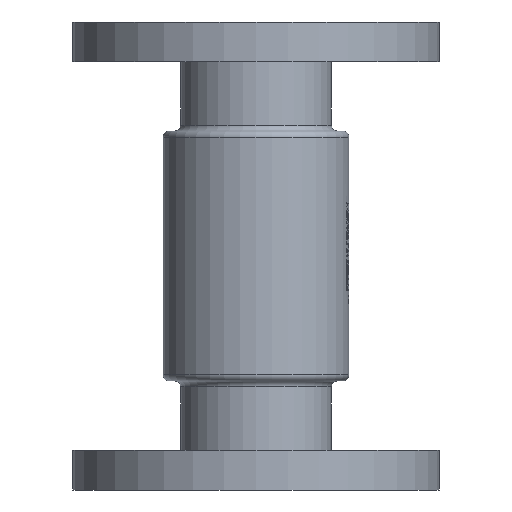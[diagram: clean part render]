
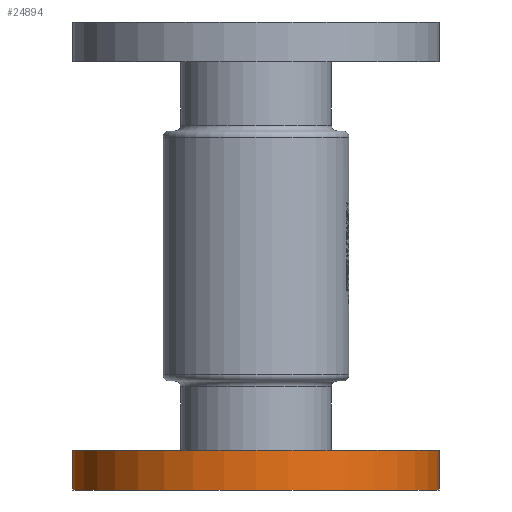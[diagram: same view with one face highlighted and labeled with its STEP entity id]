
A CAD part, front view. The second image highlights one B-rep face of the part: STEP entity #24894.
In plain terms, the highlighted cylindrical face has radius 92.5 mm (diameter 185 mm), a partial arc.
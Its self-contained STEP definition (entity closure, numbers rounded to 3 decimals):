
#330 = VERTEX_POINT ( 'NONE', #14818 ) ;
#457 = EDGE_CURVE ( 'NONE', #330, #2018, #5375, .T. ) ;
#1216 = CIRCLE ( 'NONE', #6554, 92.5 ) ;
#1846 = ORIENTED_EDGE ( 'NONE', *, *, #26949, .T. ) ;
#2018 = VERTEX_POINT ( 'NONE', #7034 ) ;
#3941 = ORIENTED_EDGE ( 'NONE', *, *, #457, .F. ) ;
#5375 = LINE ( 'NONE', #14307, #16943 ) ;
#6554 = AXIS2_PLACEMENT_3D ( 'NONE', #18849, #10072, #12038 ) ;
#6683 = CARTESIAN_POINT ( 'NONE',  ( 0., 0., -236. ) ) ;
#6685 = CYLINDRICAL_SURFACE ( 'NONE', #20381, 92.5 ) ;
#7034 = CARTESIAN_POINT ( 'NONE',  ( 92.5, 0., -236. ) ) ;
#8142 = VERTEX_POINT ( 'NONE', #24887 ) ;
#9495 = ORIENTED_EDGE ( 'NONE', *, *, #16771, .F. ) ;
#10052 = DIRECTION ( 'NONE',  ( 0., 0., -1. ) ) ;
#10072 = DIRECTION ( 'NONE',  ( 0., 0., 1. ) ) ;
#12038 = DIRECTION ( 'NONE',  ( 1., 0., 0. ) ) ;
#12659 = CARTESIAN_POINT ( 'NONE',  ( -92.5, 0., -216. ) ) ;
#13219 = AXIS2_PLACEMENT_3D ( 'NONE', #6683, #29645, #15899 ) ;
#13453 = LINE ( 'NONE', #18293, #23576 ) ;
#13628 = CARTESIAN_POINT ( 'NONE',  ( 0., 0., -236. ) ) ;
#14307 = CARTESIAN_POINT ( 'NONE',  ( 92.5, 0., -236. ) ) ;
#14818 = CARTESIAN_POINT ( 'NONE',  ( 92.5, 0., -216. ) ) ;
#15722 = ORIENTED_EDGE ( 'NONE', *, *, #19114, .T. ) ;
#15734 = DIRECTION ( 'NONE',  ( 0., 0., -1. ) ) ;
#15899 = DIRECTION ( 'NONE',  ( 1., 0., 0. ) ) ;
#15902 = DIRECTION ( 'NONE',  ( 1., 0., 0. ) ) ;
#16644 = VERTEX_POINT ( 'NONE', #12659 ) ;
#16771 = EDGE_CURVE ( 'NONE', #16644, #330, #1216, .T. ) ;
#16943 = VECTOR ( 'NONE', #10052, 1000. ) ;
#18293 = CARTESIAN_POINT ( 'NONE',  ( -92.5, 0., -236. ) ) ;
#18313 = DIRECTION ( 'NONE',  ( 0., 0., -1. ) ) ;
#18467 = FACE_OUTER_BOUND ( 'NONE', #24841, .T. ) ;
#18849 = CARTESIAN_POINT ( 'NONE',  ( 0., 0., -216. ) ) ;
#19114 = EDGE_CURVE ( 'NONE', #8142, #2018, #26270, .T. ) ;
#20381 = AXIS2_PLACEMENT_3D ( 'NONE', #13628, #18313, #15902 ) ;
#23576 = VECTOR ( 'NONE', #15734, 1000. ) ;
#24841 = EDGE_LOOP ( 'NONE', ( #9495, #1846, #15722, #3941 ) ) ;
#24887 = CARTESIAN_POINT ( 'NONE',  ( -92.5, 0., -236. ) ) ;
#24894 = ADVANCED_FACE ( 'NONE', ( #18467 ), #6685, .T. ) ;
#26270 = CIRCLE ( 'NONE', #13219, 92.5 ) ;
#26949 = EDGE_CURVE ( 'NONE', #16644, #8142, #13453, .T. ) ;
#29645 = DIRECTION ( 'NONE',  ( 0., 0., 1. ) ) ;
